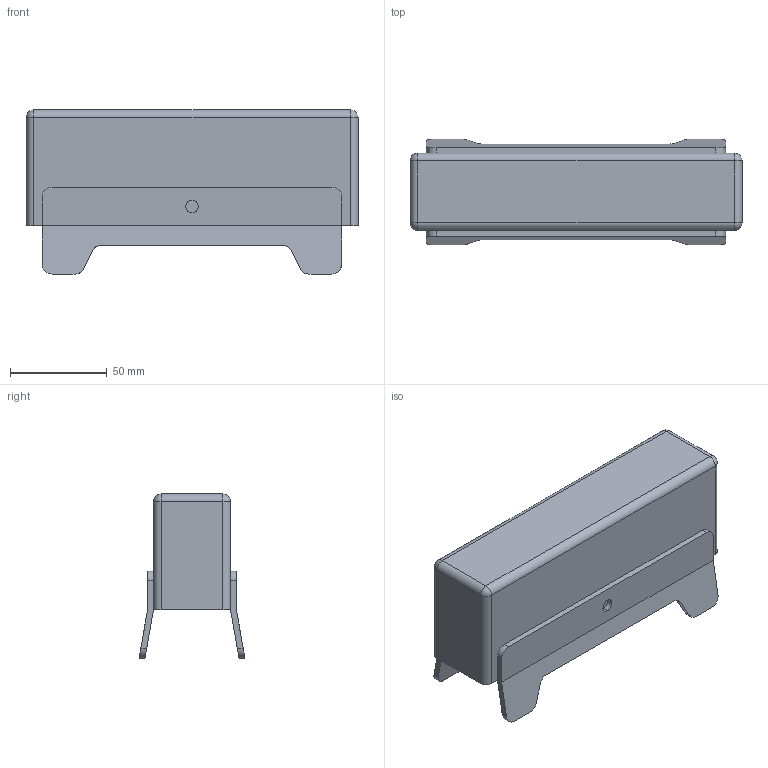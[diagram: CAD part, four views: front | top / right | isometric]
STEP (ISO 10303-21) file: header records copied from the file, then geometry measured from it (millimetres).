
FILE_DESCRIPTION (( 'STEP AP203' ), '1' );
FILE_NAME ('44795.STEP', '2023-06-02T06:06:47', ( '' ), ( '' ), 'SwSTEP 2.0', 'SolidWorks 2020', '' );
FILE_SCHEMA (( 'CONFIG_CONTROL_DESIGN' ));
Length unit declared in the file: millimetre
Products named in the file (4): 40944; 41529; 41535; 44795
Assembly tree (4 placements, depth 2):
  44795
    41535
    40944  x2
    41529
Bounding box: 172 x 54.82 x 85 mm (x, y, z)
Volume: 125746.8 mm3; surface area: 99147.5 mm2
Topology: 4 solids, 4 shells, 148 faces, 392 edges, 252 vertices
Faces by surface type: plane 82, cylinder 58, sphere 4, cone 4
Entity records: 4182 total; most frequent: CARTESIAN_POINT 683, DIRECTION 642, ORIENTED_EDGE 632, EDGE_CURVE 316, VECTOR 220, LINE 220, AXIS2_PLACEMENT_3D 211, VERTEX_POINT 204
